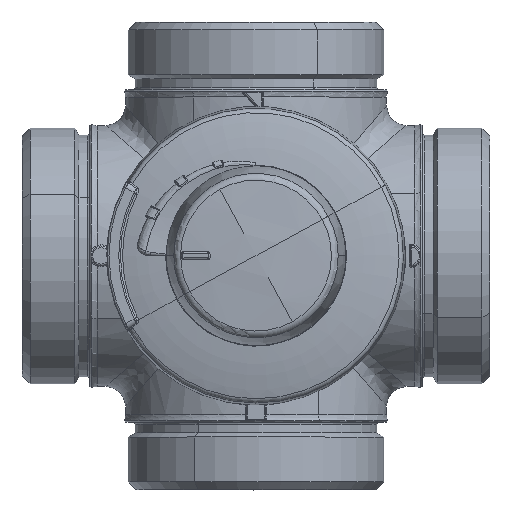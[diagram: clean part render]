
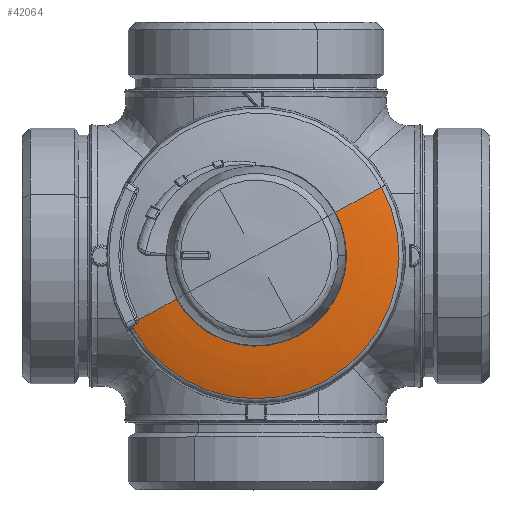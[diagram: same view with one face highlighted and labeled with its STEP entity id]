
A CAD part, top view. The second image highlights one B-rep face of the part: STEP entity #42064.
In plain terms, the highlighted toroidal (fillet/blend) face has major radius 15.055 mm and minor radius 80 mm.
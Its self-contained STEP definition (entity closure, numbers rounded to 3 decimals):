
#41215=AXIS2_PLACEMENT_3D('Circle Axis2P3D',#41213,#41214,$) ;
#41793=AXIS2_PLACEMENT_3D('Circle Axis2P3D',#41791,#41792,$) ;
#41980=AXIS2_PLACEMENT_3D('Torus Axis2P3D',#41977,#41978,#41979) ;
#41984=AXIS2_PLACEMENT_3D('Circle Axis2P3D',#41982,#41983,$) ;
#41991=AXIS2_PLACEMENT_3D('Circle Axis2P3D',#41989,#41990,$) ;
#41186=CARTESIAN_POINT('Vertex',(11.134,-20.381,7.477)) ;
#41193=CARTESIAN_POINT('Vertex',(-11.134,20.381,7.477)) ;
#41213=CARTESIAN_POINT('Axis2P3D Location',(0.,0.,7.477)) ;
#41677=CARTESIAN_POINT('Vertex',(17.606,-32.227,4.905)) ;
#41791=CARTESIAN_POINT('Axis2P3D Location',(0.,0.,4.905)) ;
#41795=CARTESIAN_POINT('Vertex',(-18.516,31.713,4.905)) ;
#41977=CARTESIAN_POINT('Axis2P3D Location',(0.,0.,-72.104)) ;
#41982=CARTESIAN_POINT('Axis2P3D Location',(-7.218,13.212,-72.104)) ;
#41986=CARTESIAN_POINT('Vertex',(-16.488,30.182,5.523)) ;
#41989=CARTESIAN_POINT('Axis2P3D Location',(7.218,-13.212,-72.104)) ;
#42041=CARTESIAN_POINT('Control Point',(-17.441,30.448,5.346)) ;
#42042=CARTESIAN_POINT('Control Point',(-17.306,30.303,5.396)) ;
#42043=CARTESIAN_POINT('Control Point',(-17.124,30.199,5.442)) ;
#42044=CARTESIAN_POINT('Control Point',(-16.898,30.149,5.481)) ;
#42045=CARTESIAN_POINT('Control Point',(-16.685,30.153,5.506)) ;
#42046=CARTESIAN_POINT('Control Point',(-16.488,30.182,5.523)) ;
#42047=CARTESIAN_POINT('Vertex',(-17.441,30.448,5.346)) ;
#42051=CARTESIAN_POINT('Control Point',(-18.516,31.713,4.905)) ;
#42052=CARTESIAN_POINT('Control Point',(-18.177,31.279,5.059)) ;
#42053=CARTESIAN_POINT('Control Point',(-17.822,30.857,5.206)) ;
#42054=CARTESIAN_POINT('Control Point',(-17.441,30.448,5.346)) ;
#41214=DIRECTION('Axis2P3D Direction',(0.,0.,1.)) ;
#41792=DIRECTION('Axis2P3D Direction',(0.,0.,1.)) ;
#41978=DIRECTION('Axis2P3D Direction',(0.,0.,1.)) ;
#41979=DIRECTION('Axis2P3D XDirection',(-0.479,0.878,0.)) ;
#41983=DIRECTION('Axis2P3D Direction',(0.878,0.479,0.)) ;
#41990=DIRECTION('Axis2P3D Direction',(-0.878,-0.479,0.)) ;
#42057=ORIENTED_EDGE('',*,*,#41797,.T.) ;
#42058=ORIENTED_EDGE('',*,*,#41993,.T.) ;
#42059=ORIENTED_EDGE('',*,*,#41217,.T.) ;
#42060=ORIENTED_EDGE('',*,*,#41988,.F.) ;
#42061=ORIENTED_EDGE('',*,*,#42049,.T.) ;
#42062=ORIENTED_EDGE('',*,*,#42055,.T.) ;
#42064=ADVANCED_FACE('',(#42063),#41981,.T.) ;
#42040=B_SPLINE_CURVE_WITH_KNOTS('',5,(#42041,#42042,#42043,#42044,#42045,#42046),.UNSPECIFIED.,.F.,.U.,(6,6),(1.343,2.434),.UNSPECIFIED.) ;
#42050=B_SPLINE_CURVE_WITH_KNOTS('',3,(#42051,#42052,#42053,#42054),.UNSPECIFIED.,.F.,.U.,(4,4),(3.873,6.271),.UNSPECIFIED.) ;
#41216=CIRCLE('generated circle',#41215,23.224) ;
#41794=CIRCLE('generated circle',#41793,36.723) ;
#41985=CIRCLE('generated circle',#41984,80.) ;
#41992=CIRCLE('generated circle',#41991,80.) ;
#41981=DEGENERATE_TOROIDAL_SURFACE('homeo Torus',#41980,15.055,80.,.T.) ;
#41217=EDGE_CURVE('',#41187,#41194,#41216,.F.) ;
#41797=EDGE_CURVE('',#41796,#41678,#41794,.T.) ;
#41988=EDGE_CURVE('',#41987,#41194,#41985,.T.) ;
#41993=EDGE_CURVE('',#41678,#41187,#41992,.T.) ;
#42049=EDGE_CURVE('',#41987,#42048,#42040,.F.) ;
#42055=EDGE_CURVE('',#42048,#41796,#42050,.F.) ;
#42056=EDGE_LOOP('',(#42057,#42058,#42059,#42060,#42061,#42062)) ;
#42063=FACE_OUTER_BOUND('',#42056,.T.) ;
#41187=VERTEX_POINT('',#41186) ;
#41194=VERTEX_POINT('',#41193) ;
#41678=VERTEX_POINT('',#41677) ;
#41796=VERTEX_POINT('',#41795) ;
#41987=VERTEX_POINT('',#41986) ;
#42048=VERTEX_POINT('',#42047) ;
